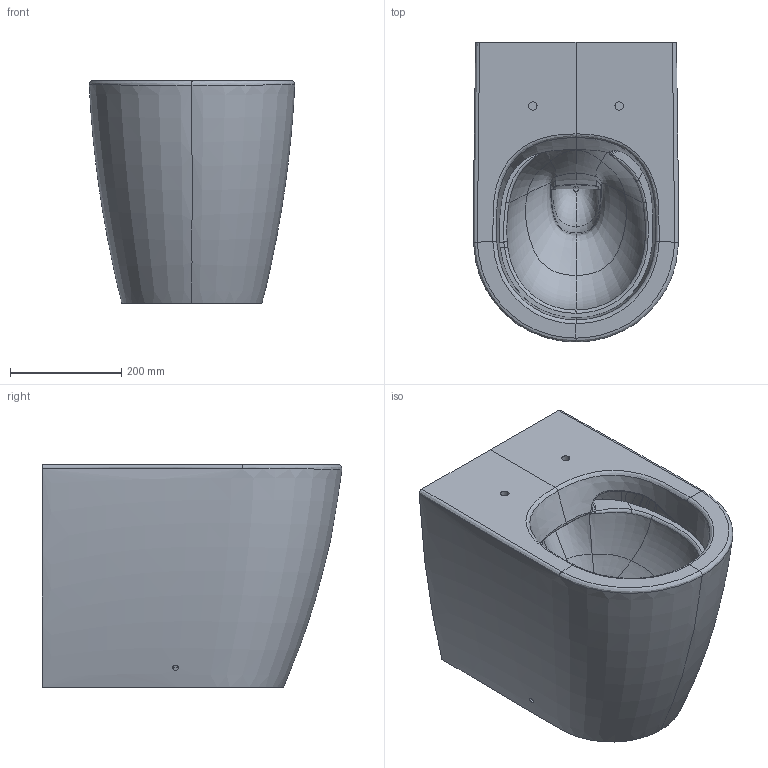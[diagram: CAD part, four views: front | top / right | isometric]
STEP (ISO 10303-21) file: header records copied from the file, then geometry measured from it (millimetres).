
FILE_DESCRIPTION((''),'2;1');
FILE_NAME('T6916_MK1_3DPL','2025-05-20T13:19:19',('HristovG'),('IDEAL STANDARD BVBA'),'CREO PARAMETRIC BY PTC INC, 2024253','CREO PARAMETRIC BY PTC INC, 2024253','');
FILE_SCHEMA(('AP242_MANAGED_MODEL_BASED_3D_ENGINEERING_MIM_LF { 1 0 10303 442 1 1 4 }'));
Length unit declared in the file: millimetre
Products named in the file (1): T6916_MK1_3DPL
Bounding box: 368.78 x 539.19 x 400 mm (x, y, z)
Volume: 48629002.7 mm3; surface area: 1052797.9 mm2
Topology: 1 solids, 1 shells, 157 faces, 384 edges, 229 vertices
Faces by surface type: bspline 102, plane 29, extrusion 18, cylinder 8
Entity records: 19722 total; most frequent: CARTESIAN_POINT 14350, ORIENTED_EDGE 760, PRESENTATION_STYLE_ASSIGNMENT 548, STYLED_ITEM 401, CURVE_STYLE 400, EDGE_CURVE 380, DIRECTION 275, B_SPLINE_CURVE_WITH_KNOTS 260
